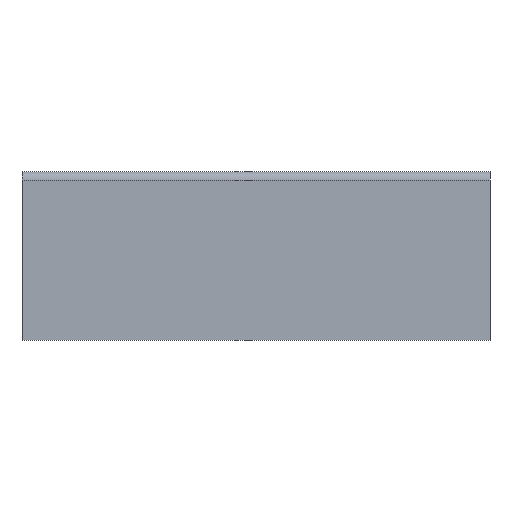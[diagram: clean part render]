
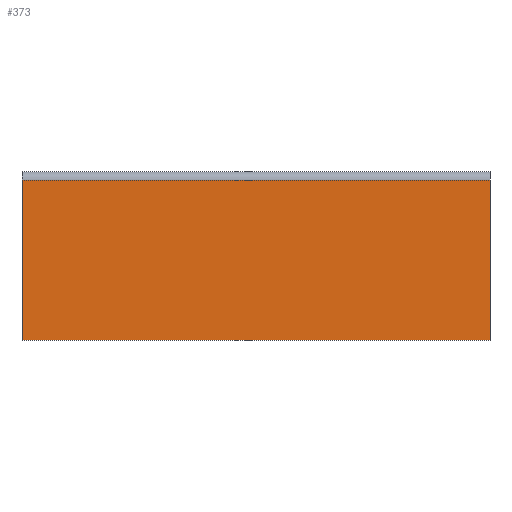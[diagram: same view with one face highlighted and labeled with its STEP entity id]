
A CAD part, top view. The second image highlights one B-rep face of the part: STEP entity #373.
In plain terms, the highlighted planar face has unit normal (0, 0, 1).
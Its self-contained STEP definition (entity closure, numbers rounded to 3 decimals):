
#15=DIRECTION('',(0.,-1.,0.));
#16=VECTOR('',#15,93.);
#17=CARTESIAN_POINT('',(-136.,93.,37.));
#18=LINE('',#17,#16);
#95=DIRECTION('',(1.,0.,0.));
#96=VECTOR('',#95,272.);
#97=CARTESIAN_POINT('',(-136.,0.,37.));
#98=LINE('',#97,#96);
#99=DIRECTION('',(-1.,0.,0.));
#100=VECTOR('',#99,272.);
#101=CARTESIAN_POINT('',(136.,93.,37.));
#102=LINE('',#101,#100);
#140=DIRECTION('',(0.,-1.,0.));
#141=VECTOR('',#140,93.);
#142=CARTESIAN_POINT('',(136.,93.,37.));
#143=LINE('',#142,#141);
#153=CARTESIAN_POINT('',(-136.,0.,37.));
#155=VERTEX_POINT('',#153);
#161=CARTESIAN_POINT('',(136.,0.,37.));
#163=VERTEX_POINT('',#161);
#193=CARTESIAN_POINT('',(-136.,93.,37.));
#195=VERTEX_POINT('',#193);
#199=CARTESIAN_POINT('',(136.,93.,37.));
#200=VERTEX_POINT('',#199);
#360=CARTESIAN_POINT('',(-136.,98.,37.));
#361=DIRECTION('',(0.,0.,1.));
#362=DIRECTION('',(0.,-1.,0.));
#363=AXIS2_PLACEMENT_3D('',#360,#361,#362);
#364=PLANE('',#363);
#366=ORIENTED_EDGE('',*,*,#365,.F.);
#368=ORIENTED_EDGE('',*,*,#367,.T.);
#369=ORIENTED_EDGE('',*,*,#352,.F.);
#370=ORIENTED_EDGE('',*,*,#212,.F.);
#371=EDGE_LOOP('',(#366,#368,#369,#370));
#372=FACE_OUTER_BOUND('',#371,.F.);
#373=ADVANCED_FACE('',(#372),#364,.T.);
#212=EDGE_CURVE('',#195,#155,#18,.T.);
#352=EDGE_CURVE('',#155,#163,#98,.T.);
#365=EDGE_CURVE('',#200,#195,#102,.T.);
#367=EDGE_CURVE('',#200,#163,#143,.T.);
